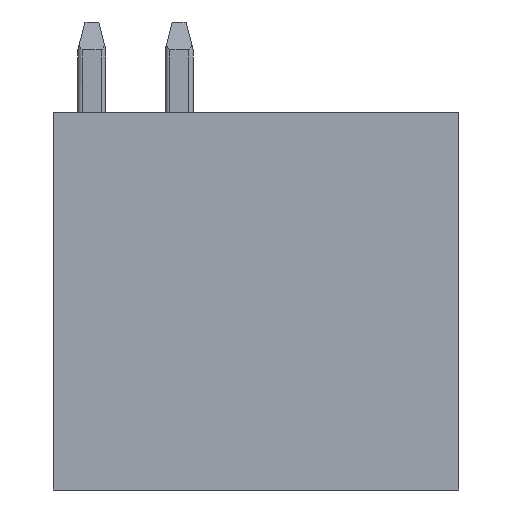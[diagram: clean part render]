
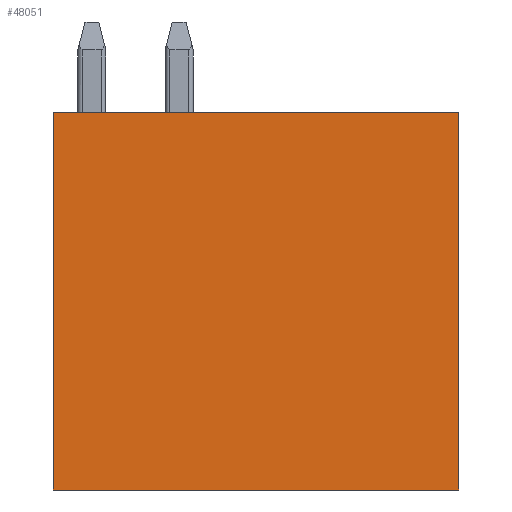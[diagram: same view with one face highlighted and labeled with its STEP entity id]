
A CAD part, front view. The second image highlights one B-rep face of the part: STEP entity #48051.
In plain terms, the highlighted planar face has unit normal (0, -1, 0).
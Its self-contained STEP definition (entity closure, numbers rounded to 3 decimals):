
#11717=DIRECTION('',(0.,0.,1.));
#11718=VECTOR('',#11717,10.8);
#11719=CARTESIAN_POINT('',(-5.49,-84.8,-6.62));
#11720=LINE('',#11719,#11718);
#11721=DIRECTION('',(1.,0.,0.));
#11722=VECTOR('',#11721,11.6);
#11723=CARTESIAN_POINT('',(-5.49,-84.8,4.18));
#11724=LINE('',#11723,#11722);
#11725=DIRECTION('',(0.,0.,-1.));
#11726=VECTOR('',#11725,10.8);
#11727=CARTESIAN_POINT('',(6.11,-84.8,4.18));
#11728=LINE('',#11727,#11726);
#11729=DIRECTION('',(-1.,0.,0.));
#11730=VECTOR('',#11729,11.6);
#11731=CARTESIAN_POINT('',(6.11,-84.8,-6.62));
#11732=LINE('',#11731,#11730);
#28073=CARTESIAN_POINT('',(-5.49,-84.8,-6.62));
#28074=CARTESIAN_POINT('',(-5.49,-84.8,4.18));
#28075=VERTEX_POINT('',#28073);
#28076=VERTEX_POINT('',#28074);
#28077=CARTESIAN_POINT('',(6.11,-84.8,4.18));
#28078=VERTEX_POINT('',#28077);
#28079=CARTESIAN_POINT('',(6.11,-84.8,-6.62));
#28080=VERTEX_POINT('',#28079);
#48040=CARTESIAN_POINT('',(0.,-84.8,0.));
#48041=DIRECTION('',(0.,1.,0.));
#48042=DIRECTION('',(1.,0.,0.));
#48043=AXIS2_PLACEMENT_3D('',#48040,#48041,#48042);
#48044=PLANE('',#48043);
#48045=ORIENTED_EDGE('',*,*,#35080,.T.);
#48046=ORIENTED_EDGE('',*,*,#35656,.T.);
#48047=ORIENTED_EDGE('',*,*,#35846,.T.);
#48048=ORIENTED_EDGE('',*,*,#48034,.T.);
#48049=EDGE_LOOP('',(#48045,#48046,#48047,#48048));
#48050=FACE_OUTER_BOUND('',#48049,.F.);
#48051=ADVANCED_FACE('',(#48050),#48044,.F.);
#35080=EDGE_CURVE('',#28075,#28076,#11720,.T.);
#35656=EDGE_CURVE('',#28076,#28078,#11724,.T.);
#35846=EDGE_CURVE('',#28078,#28080,#11728,.T.);
#48034=EDGE_CURVE('',#28080,#28075,#11732,.T.);
